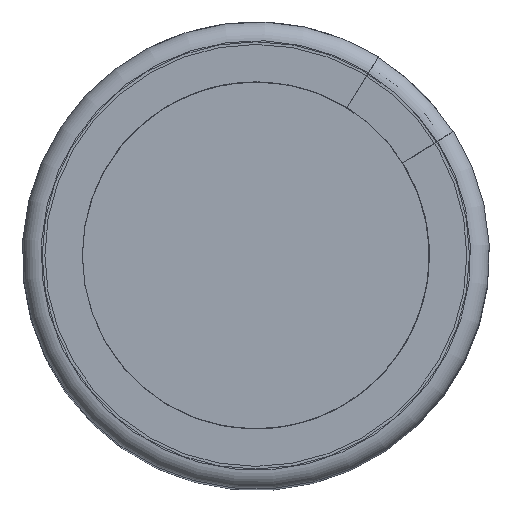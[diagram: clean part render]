
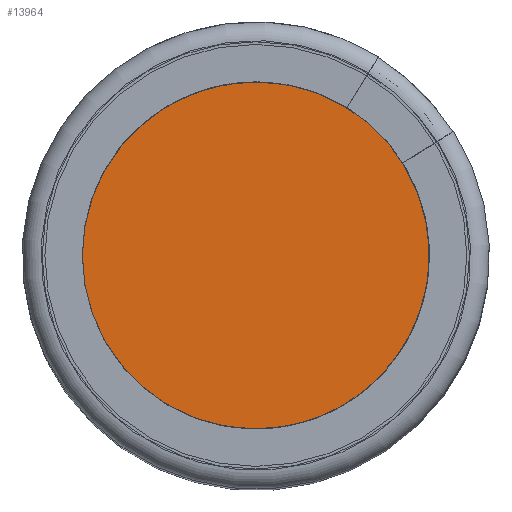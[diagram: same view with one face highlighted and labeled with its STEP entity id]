
A CAD part, top view. The second image highlights one B-rep face of the part: STEP entity #13964.
In plain terms, the highlighted face is planar.
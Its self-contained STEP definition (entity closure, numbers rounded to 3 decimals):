
#368=PLANE('',#14672);
#565=CIRCLE('',#14673,11.432);
#4503=ORIENTED_EDGE('',*,*,#6491,.F.);
#6491=EDGE_CURVE('',#7498,#7498,#565,.T.);
#7498=VERTEX_POINT('',#24913);
#8136=EDGE_LOOP('',(#4503));
#8848=FACE_BOUND('',#8136,.T.);
#13964=ADVANCED_FACE('',(#8848),#368,.F.);
#14672=AXIS2_PLACEMENT_3D('',#24911,#16247,#16248);
#14673=AXIS2_PLACEMENT_3D('',#24912,#16249,#16250);
#16247=DIRECTION('',(0.,-1.,0.));
#16248=DIRECTION('',(0.,0.,-1.));
#16249=DIRECTION('',(0.,-1.,0.));
#16250=DIRECTION('',(0.,0.,-1.));
#24911=CARTESIAN_POINT('',(0.,49.78,0.));
#24912=CARTESIAN_POINT('',(0.,49.78,0.));
#24913=CARTESIAN_POINT('',(0.,49.78,-11.432));
